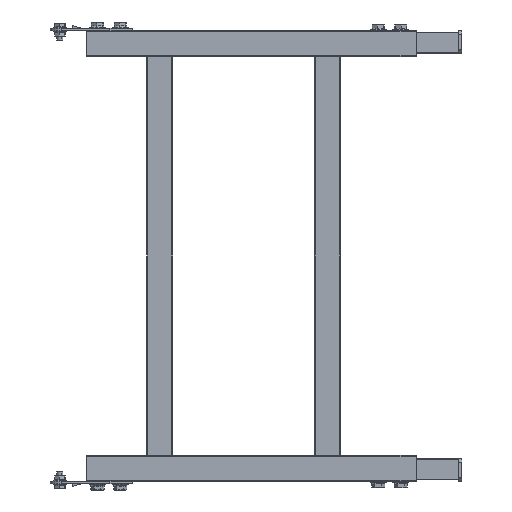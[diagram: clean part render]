
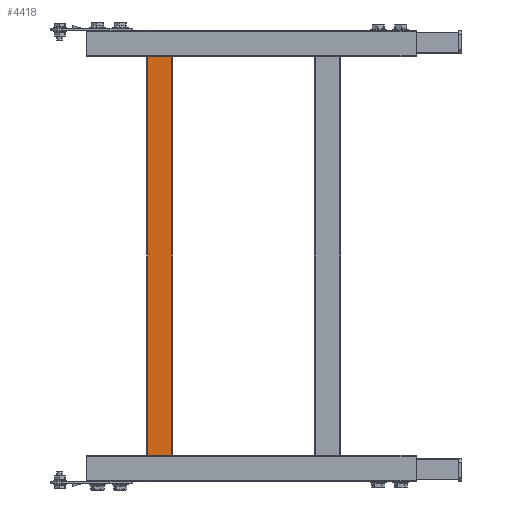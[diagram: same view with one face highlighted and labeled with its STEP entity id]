
A CAD part, left-side view. The second image highlights one B-rep face of the part: STEP entity #4418.
In plain terms, the highlighted planar face has unit normal (-1, 0, 0).
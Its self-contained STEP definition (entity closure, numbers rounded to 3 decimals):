
#202 = CARTESIAN_POINT ( 'NONE',  ( -17., 526., 17. ) ) ;
#257 = CARTESIAN_POINT ( 'NONE',  ( -17., 526., -16. ) ) ;
#593 = ORIENTED_EDGE ( 'NONE', *, *, #1330, .T. ) ;
#684 = VERTEX_POINT ( 'NONE', #1305 ) ;
#805 = CARTESIAN_POINT ( 'NONE',  ( -17., 526., 16. ) ) ;
#1126 = VECTOR ( 'NONE', #5799, 1000. ) ;
#1177 = VERTEX_POINT ( 'NONE', #3885 ) ;
#1282 = LINE ( 'NONE', #805, #6281 ) ;
#1305 = CARTESIAN_POINT ( 'NONE',  ( -17., 0., -16. ) ) ;
#1330 = EDGE_CURVE ( 'NONE', #684, #8265, #3079, .T. ) ;
#2461 = CARTESIAN_POINT ( 'NONE',  ( -17., 0., 17. ) ) ;
#2787 = PLANE ( 'NONE',  #3737 ) ;
#2940 = EDGE_CURVE ( 'NONE', #3115, #1177, #4644, .T. ) ;
#3079 = LINE ( 'NONE', #2461, #1126 ) ;
#3115 = VERTEX_POINT ( 'NONE', #257 ) ;
#3737 = AXIS2_PLACEMENT_3D ( 'NONE', #202, #4375, #5253 ) ;
#3771 = ORIENTED_EDGE ( 'NONE', *, *, #2940, .F. ) ;
#3834 = DIRECTION ( 'NONE',  ( 0., -1., 0. ) ) ;
#3885 = CARTESIAN_POINT ( 'NONE',  ( -17., 526., 16. ) ) ;
#4001 = CARTESIAN_POINT ( 'NONE',  ( -17., 0., 16. ) ) ;
#4125 = LINE ( 'NONE', #8810, #7654 ) ;
#4375 = DIRECTION ( 'NONE',  ( 1., 0., 0. ) ) ;
#4418 = ADVANCED_FACE ( 'NONE', ( #7344 ), #2787, .F. ) ;
#4644 = LINE ( 'NONE', #9169, #6224 ) ;
#5253 = DIRECTION ( 'NONE',  ( 0., 0., -1. ) ) ;
#5654 = EDGE_CURVE ( 'NONE', #8265, #1177, #1282, .T. ) ;
#5743 = ORIENTED_EDGE ( 'NONE', *, *, #6842, .T. ) ;
#5799 = DIRECTION ( 'NONE',  ( 0., 0., 1. ) ) ;
#6224 = VECTOR ( 'NONE', #6805, 1000. ) ;
#6281 = VECTOR ( 'NONE', #7567, 1000. ) ;
#6330 = ORIENTED_EDGE ( 'NONE', *, *, #5654, .T. ) ;
#6805 = DIRECTION ( 'NONE',  ( 0., 0., 1. ) ) ;
#6842 = EDGE_CURVE ( 'NONE', #3115, #684, #4125, .T. ) ;
#7344 = FACE_OUTER_BOUND ( 'NONE', #9369, .T. ) ;
#7567 = DIRECTION ( 'NONE',  ( 0., 1., 0. ) ) ;
#7654 = VECTOR ( 'NONE', #3834, 1000. ) ;
#8265 = VERTEX_POINT ( 'NONE', #4001 ) ;
#8810 = CARTESIAN_POINT ( 'NONE',  ( -17., 526., -16. ) ) ;
#9169 = CARTESIAN_POINT ( 'NONE',  ( -17., 526., 17. ) ) ;
#9369 = EDGE_LOOP ( 'NONE', ( #593, #6330, #3771, #5743 ) ) ;
